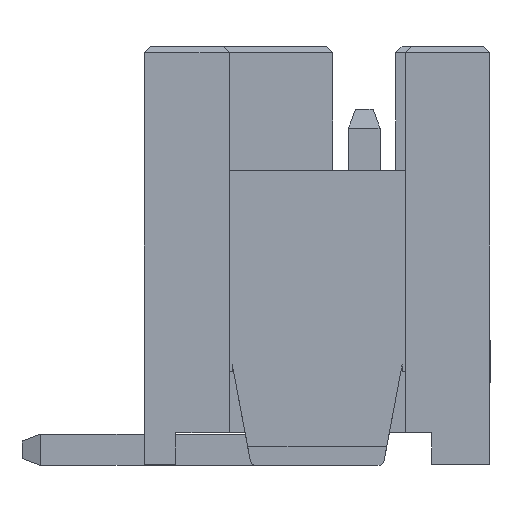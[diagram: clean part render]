
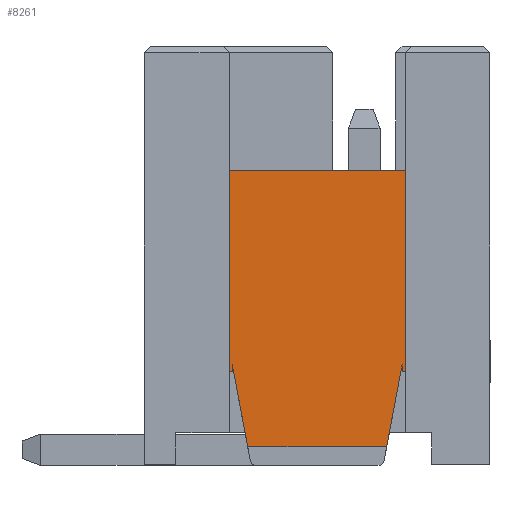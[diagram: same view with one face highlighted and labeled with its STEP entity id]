
A CAD part, left-side view. The second image highlights one B-rep face of the part: STEP entity #8261.
In plain terms, the highlighted planar face has unit normal (-1, 0, 0).
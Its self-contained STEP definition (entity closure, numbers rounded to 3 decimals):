
#157 = CARTESIAN_POINT ( 'NONE',  ( -4.5, 0.825, 1.48 ) ) ;
#1142 = CARTESIAN_POINT ( 'NONE',  ( -4.5, 0.375, 1.48 ) ) ;
#1571 = VERTEX_POINT ( 'NONE', #8370 ) ;
#1579 = DIRECTION ( 'NONE',  ( 0., 0., 1. ) ) ;
#1852 = VECTOR ( 'NONE', #3861, 1000. ) ;
#1962 = ORIENTED_EDGE ( 'NONE', *, *, #13258, .F. ) ;
#2050 = VERTEX_POINT ( 'NONE', #21721 ) ;
#2085 = VERTEX_POINT ( 'NONE', #20324 ) ;
#2097 = LINE ( 'NONE', #19032, #8407 ) ;
#2322 = EDGE_CURVE ( 'NONE', #2085, #2050, #5966, .T. ) ;
#2828 = CARTESIAN_POINT ( 'NONE',  ( -4.5, -2.325, 1.58 ) ) ;
#3051 = VECTOR ( 'NONE', #22304, 1000. ) ;
#3119 = DIRECTION ( 'NONE',  ( 0., -1., 0. ) ) ;
#3269 = CARTESIAN_POINT ( 'NONE',  ( -4.5, -2.325, 0.18 ) ) ;
#3309 = LINE ( 'NONE', #10940, #21541 ) ;
#3835 = ORIENTED_EDGE ( 'NONE', *, *, #2322, .T. ) ;
#3861 = DIRECTION ( 'NONE',  ( 0., 0.184, 0.983 ) ) ;
#3881 = LINE ( 'NONE', #13552, #21415 ) ;
#4877 = DIRECTION ( 'NONE',  ( 0., 0., -1. ) ) ;
#5044 = CARTESIAN_POINT ( 'NONE',  ( -4.5, 0.825, 1.48 ) ) ;
#5093 = VERTEX_POINT ( 'NONE', #21899 ) ;
#5297 = CARTESIAN_POINT ( 'NONE',  ( -4.5, -2.325, 4.68 ) ) ;
#5966 = LINE ( 'NONE', #15592, #24534 ) ;
#6053 = DIRECTION ( 'NONE',  ( 0., -1., 0. ) ) ;
#6430 = VECTOR ( 'NONE', #4877, 1000. ) ;
#6753 = ORIENTED_EDGE ( 'NONE', *, *, #17483, .T. ) ;
#7080 = ORIENTED_EDGE ( 'NONE', *, *, #11665, .F. ) ;
#7651 = EDGE_CURVE ( 'NONE', #5093, #16653, #21274, .T. ) ;
#8201 = DIRECTION ( 'NONE',  ( 0., 0.184, -0.983 ) ) ;
#8261 = ADVANCED_FACE ( 'NONE', ( #10638 ), #14586, .T. ) ;
#8370 = CARTESIAN_POINT ( 'NONE',  ( -4.5, -2.081, 0.28 ) ) ;
#8407 = VECTOR ( 'NONE', #1579, 1000. ) ;
#8898 = VERTEX_POINT ( 'NONE', #23442 ) ;
#9066 = CARTESIAN_POINT ( 'NONE',  ( -4.5, 0.375, 1.58 ) ) ;
#9087 = VERTEX_POINT ( 'NONE', #2828 ) ;
#9126 = EDGE_CURVE ( 'NONE', #16653, #14526, #18847, .T. ) ;
#9343 = ORIENTED_EDGE ( 'NONE', *, *, #16476, .F. ) ;
#10638 = FACE_OUTER_BOUND ( 'NONE', #17055, .T. ) ;
#10940 = CARTESIAN_POINT ( 'NONE',  ( -4.5, -2.775, 1.48 ) ) ;
#11642 = ORIENTED_EDGE ( 'NONE', *, *, #16259, .T. ) ;
#11665 = EDGE_CURVE ( 'NONE', #13756, #9087, #2097, .T. ) ;
#12028 = ORIENTED_EDGE ( 'NONE', *, *, #12486, .T. ) ;
#12486 = EDGE_CURVE ( 'NONE', #16780, #2085, #14815, .T. ) ;
#13258 = EDGE_CURVE ( 'NONE', #1571, #5093, #3881, .T. ) ;
#13552 = CARTESIAN_POINT ( 'NONE',  ( -4.5, -2.325, 0.28 ) ) ;
#13711 = AXIS2_PLACEMENT_3D ( 'NONE', #3269, #22328, #20809 ) ;
#13756 = VERTEX_POINT ( 'NONE', #15586 ) ;
#14526 = VERTEX_POINT ( 'NONE', #1142 ) ;
#14586 = PLANE ( 'NONE',  #13711 ) ;
#14609 = VECTOR ( 'NONE', #6053, 1000. ) ;
#14815 = LINE ( 'NONE', #5297, #3051 ) ;
#14879 = EDGE_CURVE ( 'NONE', #13756, #8898, #23570, .T. ) ;
#15294 = ORIENTED_EDGE ( 'NONE', *, *, #14879, .T. ) ;
#15586 = CARTESIAN_POINT ( 'NONE',  ( -4.5, -2.325, 1.48 ) ) ;
#15592 = CARTESIAN_POINT ( 'NONE',  ( -4.5, 0.825, 1.48 ) ) ;
#15663 = CARTESIAN_POINT ( 'NONE',  ( -4.5, 0.03, -0.262 ) ) ;
#15690 = DIRECTION ( 'NONE',  ( 0., 1., 0. ) ) ;
#16259 = EDGE_CURVE ( 'NONE', #2050, #14526, #22555, .T. ) ;
#16476 = EDGE_CURVE ( 'NONE', #9087, #1571, #21768, .T. ) ;
#16653 = VERTEX_POINT ( 'NONE', #9066 ) ;
#16780 = VERTEX_POINT ( 'NONE', #23594 ) ;
#16798 = DIRECTION ( 'NONE',  ( 0., 0., 1. ) ) ;
#17055 = EDGE_LOOP ( 'NONE', ( #23989, #17181, #1962, #9343, #7080, #15294, #6753, #12028, #3835, #11642 ) ) ;
#17181 = ORIENTED_EDGE ( 'NONE', *, *, #7651, .F. ) ;
#17483 = EDGE_CURVE ( 'NONE', #8898, #16780, #3309, .T. ) ;
#18723 = CARTESIAN_POINT ( 'NONE',  ( -4.5, 0.375, 0.18 ) ) ;
#18847 = LINE ( 'NONE', #18723, #6430 ) ;
#19032 = CARTESIAN_POINT ( 'NONE',  ( -4.5, -2.325, 0.18 ) ) ;
#19999 = CARTESIAN_POINT ( 'NONE',  ( -4.5, -2.071, 0.228 ) ) ;
#20324 = CARTESIAN_POINT ( 'NONE',  ( -4.5, 0.825, 4.68 ) ) ;
#20809 = DIRECTION ( 'NONE',  ( 0., 0., 1. ) ) ;
#21274 = LINE ( 'NONE', #15663, #1852 ) ;
#21415 = VECTOR ( 'NONE', #15690, 1000. ) ;
#21541 = VECTOR ( 'NONE', #16798, 1000. ) ;
#21721 = CARTESIAN_POINT ( 'NONE',  ( -4.5, 0.825, 1.48 ) ) ;
#21768 = LINE ( 'NONE', #19999, #23968 ) ;
#21899 = CARTESIAN_POINT ( 'NONE',  ( -4.5, 0.131, 0.28 ) ) ;
#22304 = DIRECTION ( 'NONE',  ( 0., 1., 0. ) ) ;
#22328 = DIRECTION ( 'NONE',  ( -1., 0., 0. ) ) ;
#22555 = LINE ( 'NONE', #5044, #22712 ) ;
#22712 = VECTOR ( 'NONE', #3119, 1000. ) ;
#23442 = CARTESIAN_POINT ( 'NONE',  ( -4.5, -2.775, 1.48 ) ) ;
#23570 = LINE ( 'NONE', #157, #14609 ) ;
#23594 = CARTESIAN_POINT ( 'NONE',  ( -4.5, -2.775, 4.68 ) ) ;
#23968 = VECTOR ( 'NONE', #8201, 1000. ) ;
#23989 = ORIENTED_EDGE ( 'NONE', *, *, #9126, .F. ) ;
#24534 = VECTOR ( 'NONE', #25136, 1000. ) ;
#25136 = DIRECTION ( 'NONE',  ( 0., 0., -1. ) ) ;
